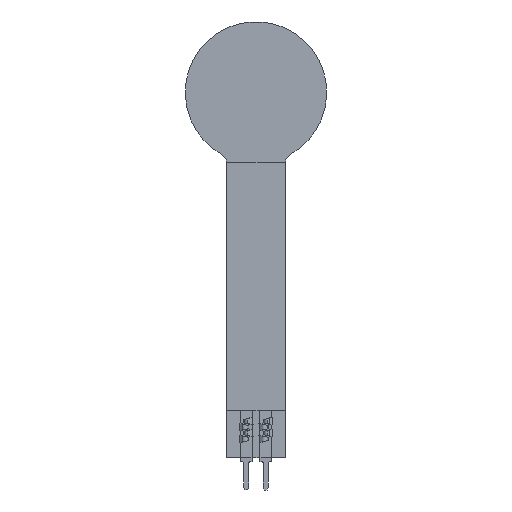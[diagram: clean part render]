
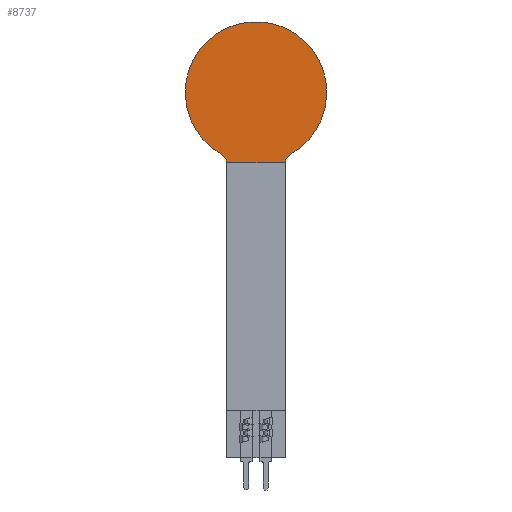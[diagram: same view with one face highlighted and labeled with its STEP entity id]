
A CAD part, front view. The second image highlights one B-rep face of the part: STEP entity #8737.
In plain terms, the highlighted planar face has unit normal (0, -1, 0).
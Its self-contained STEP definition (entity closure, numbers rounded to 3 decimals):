
#8697 = EDGE_CURVE ( 'NONE', #8698, #8699, #14595, .T. ) ;
#8698 = VERTEX_POINT ( 'NONE', #14590 ) ;
#8699 = VERTEX_POINT ( 'NONE', #14589 ) ;
#8737 = ADVANCED_FACE ( 'NONE', ( #14658 ), #14664, .F. ) ;
#8738 = EDGE_LOOP ( 'NONE', ( #8785, #8787, #8789, #8791 ) ) ;
#8742 = EDGE_CURVE ( 'NONE', #8759, #8743, #14650, .T. ) ;
#8743 = VERTEX_POINT ( 'NONE', #14642 ) ;
#8758 = EDGE_CURVE ( 'NONE', #8699, #8759, #14682, .T. ) ;
#8759 = VERTEX_POINT ( 'NONE', #14673 ) ;
#8785 = ORIENTED_EDGE ( 'NONE', *, *, #8697, .F. ) ;
#8787 = ORIENTED_EDGE ( 'NONE', *, *, #8805, .F. ) ;
#8789 = ORIENTED_EDGE ( 'NONE', *, *, #8742, .F. ) ;
#8791 = ORIENTED_EDGE ( 'NONE', *, *, #8758, .F. ) ;
#8805 = EDGE_CURVE ( 'NONE', #8743, #8698, #14776, .T. ) ;
#14589 = CARTESIAN_POINT ( 'NONE',  ( -4.46, 0., -7.982 ) ) ;
#14590 = CARTESIAN_POINT ( 'NONE',  ( -3.81, 0., -9.091 ) ) ;
#14591 = DIRECTION ( 'NONE',  ( 0., 0., 1. ) ) ;
#14592 = DIRECTION ( 'NONE',  ( 0., -1., 0. ) ) ;
#14593 = CARTESIAN_POINT ( 'NONE',  ( -5.08, 0., -9.091 ) ) ;
#14594 = AXIS2_PLACEMENT_3D ( 'NONE', #14593, #14592, #14591 ) ;
#14595 = CIRCLE ( 'NONE', #14594, 1.27 ) ;
#14642 = CARTESIAN_POINT ( 'NONE',  ( 3.81, 0., -9.091 ) ) ;
#14643 = DIRECTION ( 'NONE',  ( 0., 0., 1. ) ) ;
#14644 = DIRECTION ( 'NONE',  ( 0., -1., 0. ) ) ;
#14645 = CARTESIAN_POINT ( 'NONE',  ( 5.08, 0., -9.091 ) ) ;
#14646 = AXIS2_PLACEMENT_3D ( 'NONE', #14645, #14644, #14643 ) ;
#14650 = CIRCLE ( 'NONE', #14646, 1.27 ) ;
#14653 = DIRECTION ( 'NONE',  ( 0., 0., 1. ) ) ;
#14654 = DIRECTION ( 'NONE',  ( 0., 1., 0. ) ) ;
#14655 = CARTESIAN_POINT ( 'NONE',  ( -5.08, 0., -9.091 ) ) ;
#14657 = AXIS2_PLACEMENT_3D ( 'NONE', #14655, #14654, #14653 ) ;
#14658 = FACE_OUTER_BOUND ( 'NONE', #8738, .T. ) ;
#14664 = PLANE ( 'NONE',  #14657 ) ;
#14673 = CARTESIAN_POINT ( 'NONE',  ( 4.46, 0., -7.982 ) ) ;
#14674 = DIRECTION ( 'NONE',  ( 0., 0., 1. ) ) ;
#14675 = DIRECTION ( 'NONE',  ( 0., 1., 0. ) ) ;
#14676 = CARTESIAN_POINT ( 'NONE',  ( 0., 0., 0. ) ) ;
#14677 = AXIS2_PLACEMENT_3D ( 'NONE', #14676, #14675, #14674 ) ;
#14682 = CIRCLE ( 'NONE', #14677, 9.144 ) ;
#14773 = DIRECTION ( 'NONE',  ( -1., 0., 0. ) ) ;
#14774 = VECTOR ( 'NONE', #14773, 1000. ) ;
#14775 = CARTESIAN_POINT ( 'NONE',  ( 3.81, 0., -9.091 ) ) ;
#14776 = LINE ( 'NONE', #14775, #14774 ) ;
